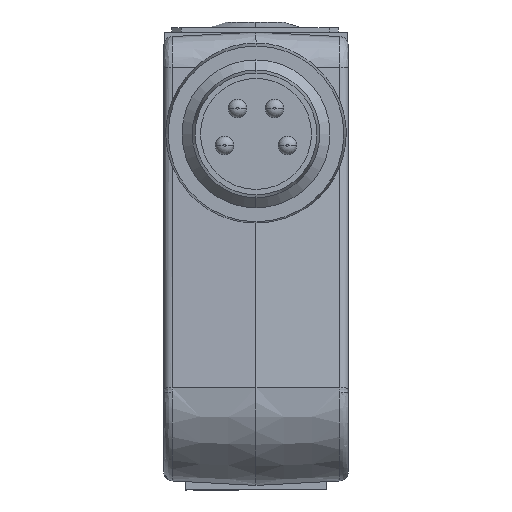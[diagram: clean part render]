
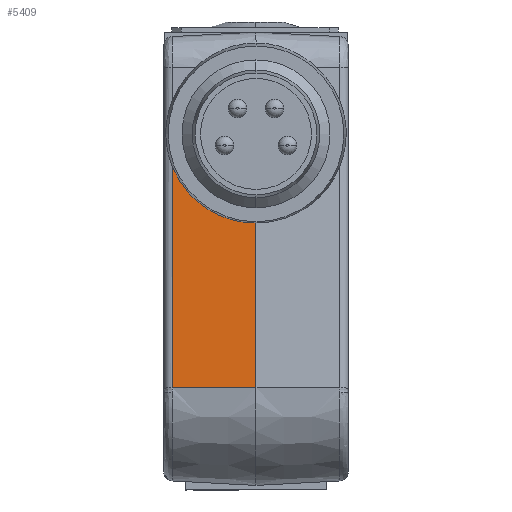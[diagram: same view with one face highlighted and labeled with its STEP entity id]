
A CAD part, left-side view. The second image highlights one B-rep face of the part: STEP entity #5409.
In plain terms, the highlighted planar face has unit normal (-0.997, 0.052, 0.057).
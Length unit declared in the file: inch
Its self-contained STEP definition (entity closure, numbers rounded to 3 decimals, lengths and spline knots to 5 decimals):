
#340 = CARTESIAN_POINT ( 'NONE',  ( -0.1872, 0.1782, 0.01075 ) ) ;
#716 = CARTESIAN_POINT ( 'NONE',  ( -0.16013, 0.1782, 0.4822 ) ) ;
#747 = EDGE_CURVE ( 'NONE', #8311, #5561, #6464, .T. ) ;
#842 = ORIENTED_EDGE ( 'NONE', *, *, #747, .T. ) ;
#1120 = LINE ( 'NONE', #2885, #7475 ) ;
#1815 = CARTESIAN_POINT ( 'NONE',  ( -0.19653, 0., 0.01129 ) ) ;
#2242 = AXIS2_PLACEMENT_3D ( 'NONE', #7876, #7255, #3334 ) ;
#2690 = EDGE_CURVE ( 'NONE', #9709, #9657, #7865, .T. ) ;
#2776 = DIRECTION ( 'NONE',  ( 0.057, 0., 0.998 ) ) ;
#2839 = DIRECTION ( 'NONE',  ( 0.057, 0., 0.998 ) ) ;
#2885 = CARTESIAN_POINT ( 'NONE',  ( -0.15735, 0., 0.69349 ) ) ;
#2923 = ORIENTED_EDGE ( 'NONE', *, *, #10113, .T. ) ;
#3032 = CARTESIAN_POINT ( 'NONE',  ( -0.17217, 0.08118, 0.36115 ) ) ;
#3243 = VECTOR ( 'NONE', #2776, 39.37008 ) ;
#3334 = DIRECTION ( 'NONE',  ( 0.057, 0., 0.998 ) ) ;
#3527 = CARTESIAN_POINT ( 'NONE',  ( -0.17641, 0., 0.36152 ) ) ;
#4037 = CARTESIAN_POINT ( 'NONE',  ( -0.19653, 0., 0.01129 ) ) ;
#4227 = ORIENTED_EDGE ( 'NONE', *, *, #5238, .F. ) ;
#4495 = ORIENTED_EDGE ( 'NONE', *, *, #2690, .F. ) ;
#5028 = CARTESIAN_POINT ( 'NONE',  ( -0.1872, 0.1782, 0.01075 ) ) ;
#5059 = CARTESIAN_POINT ( 'NONE',  ( -0.16013, 0.1782, 0.4822 ) ) ;
#5238 = EDGE_CURVE ( 'NONE', #8311, #9709, #6749, .T. ) ;
#5409 = ADVANCED_FACE ( 'NONE', ( #7826 ), #8657, .T. ) ;
#5412 = CARTESIAN_POINT ( 'NONE',  ( -0.17641, 0., 0.36152 ) ) ;
#5561 = VERTEX_POINT ( 'NONE', #1815 ) ;
#5686 = DIRECTION ( 'NONE',  ( -0.052, -0.999, 0.003 ) ) ;
#5727 = EDGE_LOOP ( 'NONE', ( #4227, #842, #2923, #4495 ) ) ;
#6132 = CARTESIAN_POINT ( 'NONE',  ( -0.16603, 0.14841, 0.40668 ) ) ;
#6464 = LINE ( 'NONE', #4037, #9051 ) ;
#6749 = LINE ( 'NONE', #340, #3243 ) ;
#7255 = DIRECTION ( 'NONE',  ( -0.997, 0.052, 0.057 ) ) ;
#7475 = VECTOR ( 'NONE', #2839, 39.37008 ) ;
#7826 = FACE_OUTER_BOUND ( 'NONE', #5727, .T. ) ;
#7865 =( BOUNDED_CURVE ( )  B_SPLINE_CURVE ( 3, ( #5059, #6132, #3032, #5412 ),
 .UNSPECIFIED., .F., .F. ) 
 B_SPLINE_CURVE_WITH_KNOTS ( ( 4, 4 ),
 ( 1.20593, 2.40561 ),
 .UNSPECIFIED. ) 
 CURVE ( )  GEOMETRIC_REPRESENTATION_ITEM ( )  RATIONAL_B_SPLINE_CURVE ( ( 1., 0.884, 0.884, 1. ) ) 
 REPRESENTATION_ITEM ( '' )  );
#7876 = CARTESIAN_POINT ( 'NONE',  ( -0.15735, 0., 0.69349 ) ) ;
#8311 = VERTEX_POINT ( 'NONE', #5028 ) ;
#8657 = PLANE ( 'NONE',  #2242 ) ;
#9051 = VECTOR ( 'NONE', #5686, 39.37008 ) ;
#9657 = VERTEX_POINT ( 'NONE', #3527 ) ;
#9709 = VERTEX_POINT ( 'NONE', #716 ) ;
#10113 = EDGE_CURVE ( 'NONE', #5561, #9657, #1120, .T. ) ;
